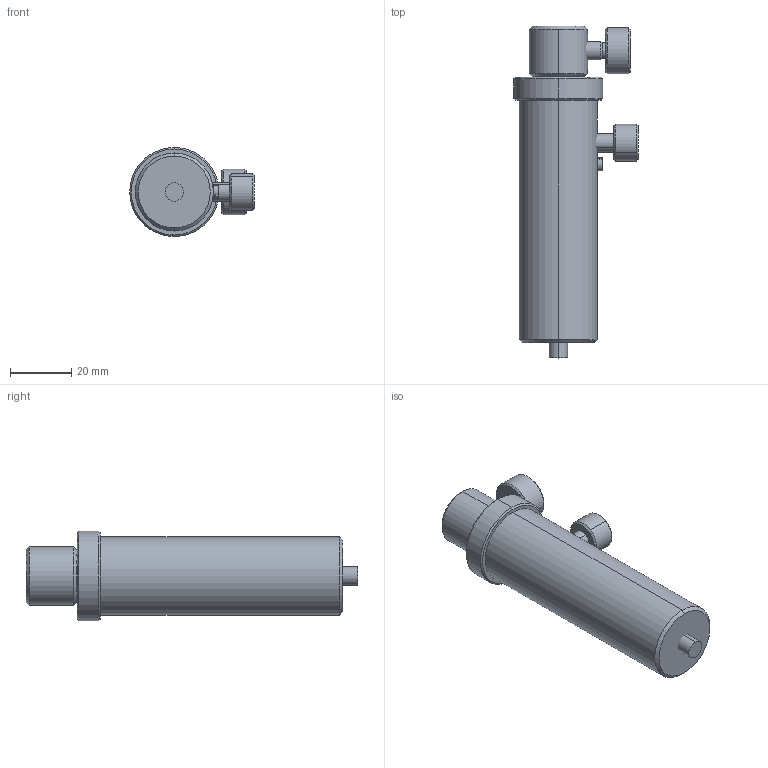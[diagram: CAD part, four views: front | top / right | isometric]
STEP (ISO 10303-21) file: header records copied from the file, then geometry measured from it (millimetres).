
FILE_DESCRIPTION (( 'STEP AP203' ), '1' );
FILE_NAME ('GCM-0202M 俋倛芞.STEP', '2019-07-22T03:39:57', ( 'china' ), ( 'china' ), 'SwSTEP 2.0', 'SolidWorks 2015', '' );
FILE_SCHEMA (( 'CONFIG_CONTROL_DESIGN' ));
Length unit declared in the file: millimetre
Products named in the file (1): GCM-0202M 俋倛芞
Bounding box: 40.51 x 108 x 29 mm (x, y, z)
Surface area: 13475.5 mm2 (no closed solid volume)
Topology: 0 solids, 8 shells, 67 faces, 154 edges, 98 vertices
Faces by surface type: cone 26, cylinder 26, plane 15
Entity records: 2190 total; most frequent: CARTESIAN_POINT 554, DIRECTION 362, ORIENTED_EDGE 278, EDGE_CURVE 154, AXIS2_PLACEMENT_3D 150, VERTEX_POINT 98, CIRCLE 82, EDGE_LOOP 78
